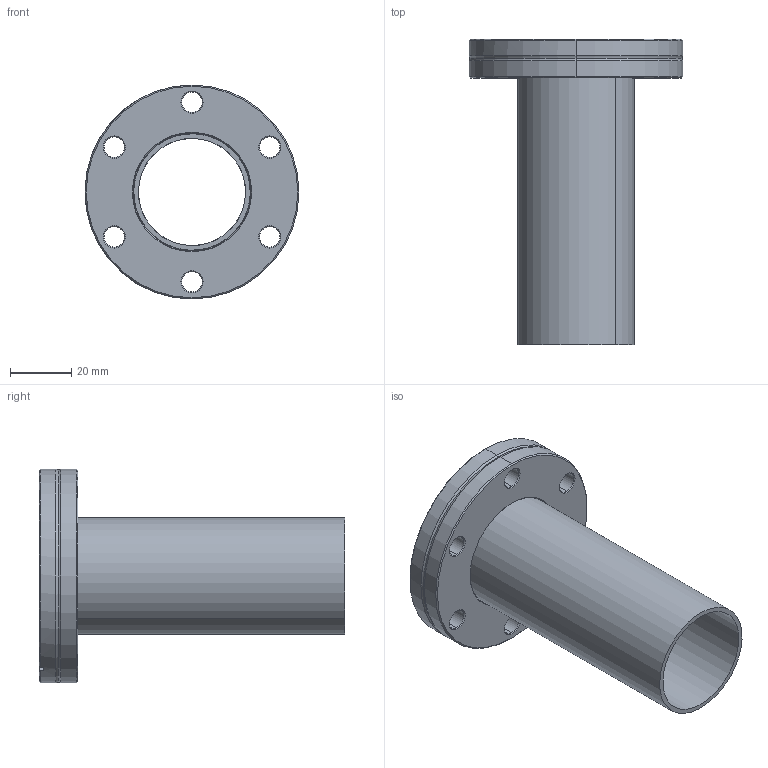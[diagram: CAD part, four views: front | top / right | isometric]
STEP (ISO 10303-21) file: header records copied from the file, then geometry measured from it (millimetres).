
FILE_DESCRIPTION (( 'STEP AP214' ), '1' );
FILE_NAME ('Hositrad_FO35-38-100-HalfNipple.STEP', '2017-05-08T09:38:01', ( 'Gebruiker' ), ( '' ), 'SwSTEP 2.0', 'SolidWorks 2017', '' );
FILE_SCHEMA (( 'AUTOMOTIVE_DESIGN' ));
Length unit declared in the file: millimetre
Products named in the file (3): FO-tubes-all_FO35-38-100; NW35CF-Weld-38.1; Hositrad_FO35-38-100-HalfNipple
Assembly tree (2 placements, depth 2):
  Hositrad_FO35-38-100-HalfNipple
    NW35CF-Weld-38.1
    FO-tubes-all_FO35-38-100
Bounding box: 70 x 100 x 70 mm (x, y, z)
Volume: 47659.1 mm3; surface area: 33431.8 mm2
Topology: 2 solids, 2 shells, 76 faces, 171 edges, 100 vertices
Faces by surface type: cone 37, cylinder 26, plane 9, torus 4
Entity records: 2262 total; most frequent: DIRECTION 430, CARTESIAN_POINT 358, ORIENTED_EDGE 342, AXIS2_PLACEMENT_3D 180, EDGE_CURVE 171, VERTEX_POINT 100, CIRCLE 99, EDGE_LOOP 93
